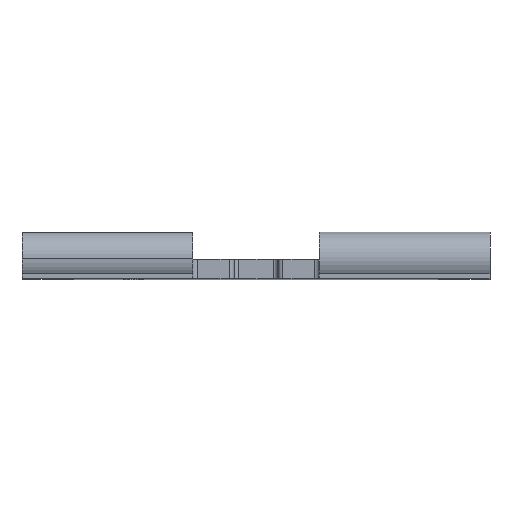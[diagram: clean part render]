
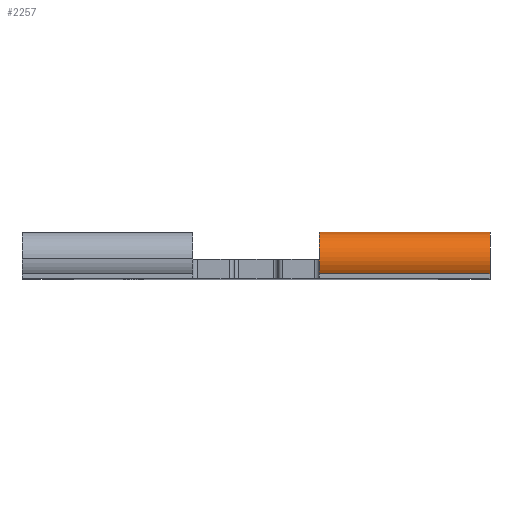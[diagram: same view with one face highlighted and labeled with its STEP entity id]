
A CAD part, top view. The second image highlights one B-rep face of the part: STEP entity #2257.
In plain terms, the highlighted cylindrical face has radius 5.5 mm (diameter 11 mm), a partial arc.
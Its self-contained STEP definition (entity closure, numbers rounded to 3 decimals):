
#21 = ORIENTED_EDGE ( 'NONE', *, *, #287, .T. ) ;
#28 = VERTEX_POINT ( 'NONE', #817 ) ;
#72 = ORIENTED_EDGE ( 'NONE', *, *, #1570, .F. ) ;
#74 = DIRECTION ( 'NONE',  ( -1., 0., 0. ) ) ;
#170 = CARTESIAN_POINT ( 'NONE',  ( 12.099, 6.667, -7.347 ) ) ;
#287 = EDGE_CURVE ( 'NONE', #1490, #2026, #2478, .T. ) ;
#325 = ORIENTED_EDGE ( 'NONE', *, *, #446, .T. ) ;
#446 = EDGE_CURVE ( 'NONE', #2424, #28, #734, .T. ) ;
#466 = DIRECTION ( 'NONE',  ( 0., 0., -1. ) ) ;
#491 = DIRECTION ( 'NONE',  ( 0., 0., -1. ) ) ;
#599 = CARTESIAN_POINT ( 'NONE',  ( 26., 0., 1.362 ) ) ;
#678 = CARTESIAN_POINT ( 'NONE',  ( 61., 6.667, -7.347 ) ) ;
#705 = CIRCLE ( 'NONE', #1712, 5.5 ) ;
#717 = CARTESIAN_POINT ( 'NONE',  ( 61., 0., 1.362 ) ) ;
#734 = LINE ( 'NONE', #170, #877 ) ;
#738 = DIRECTION ( 'NONE',  ( 1., 0., 0. ) ) ;
#740 = CARTESIAN_POINT ( 'NONE',  ( 12.099, 3., -3.248 ) ) ;
#817 = CARTESIAN_POINT ( 'NONE',  ( 26., 6.667, -7.347 ) ) ;
#847 = DIRECTION ( 'NONE',  ( 1., 0., 0. ) ) ;
#877 = VECTOR ( 'NONE', #2335, 1000. ) ;
#935 = EDGE_LOOP ( 'NONE', ( #1302, #325, #72, #21 ) ) ;
#1034 = CIRCLE ( 'NONE', #1328, 5.5 ) ;
#1046 = CARTESIAN_POINT ( 'NONE',  ( 61., 3., -3.248 ) ) ;
#1104 = CARTESIAN_POINT ( 'NONE',  ( 12.099, 0., 1.362 ) ) ;
#1302 = ORIENTED_EDGE ( 'NONE', *, *, #1704, .F. ) ;
#1328 = AXIS2_PLACEMENT_3D ( 'NONE', #1046, #847, #491 ) ;
#1490 = VERTEX_POINT ( 'NONE', #599 ) ;
#1531 = DIRECTION ( 'NONE',  ( 1., 0., 0. ) ) ;
#1570 = EDGE_CURVE ( 'NONE', #1490, #28, #705, .T. ) ;
#1680 = CARTESIAN_POINT ( 'NONE',  ( 26., 3., -3.248 ) ) ;
#1704 = EDGE_CURVE ( 'NONE', #2424, #2026, #1034, .T. ) ;
#1712 = AXIS2_PLACEMENT_3D ( 'NONE', #1680, #74, #466 ) ;
#1727 = FACE_OUTER_BOUND ( 'NONE', #935, .T. ) ;
#2026 = VERTEX_POINT ( 'NONE', #717 ) ;
#2195 = AXIS2_PLACEMENT_3D ( 'NONE', #740, #1531, #2323 ) ;
#2257 = ADVANCED_FACE ( 'NONE', ( #1727 ), #2515, .T. ) ;
#2323 = DIRECTION ( 'NONE',  ( 0., 0., -1. ) ) ;
#2335 = DIRECTION ( 'NONE',  ( -1., 0., 0. ) ) ;
#2424 = VERTEX_POINT ( 'NONE', #678 ) ;
#2456 = VECTOR ( 'NONE', #738, 1000. ) ;
#2478 = LINE ( 'NONE', #1104, #2456 ) ;
#2515 = CYLINDRICAL_SURFACE ( 'NONE', #2195, 5.5 ) ;
